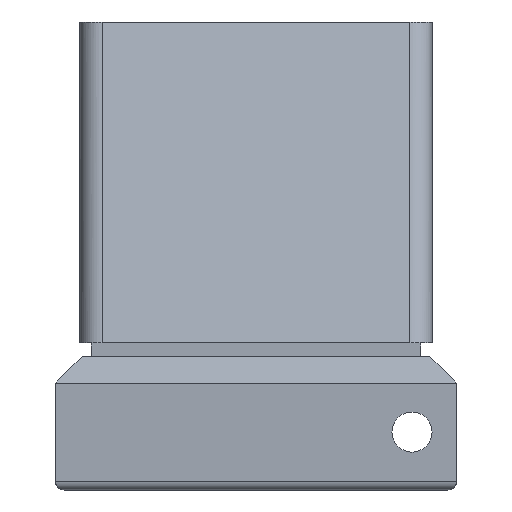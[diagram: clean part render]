
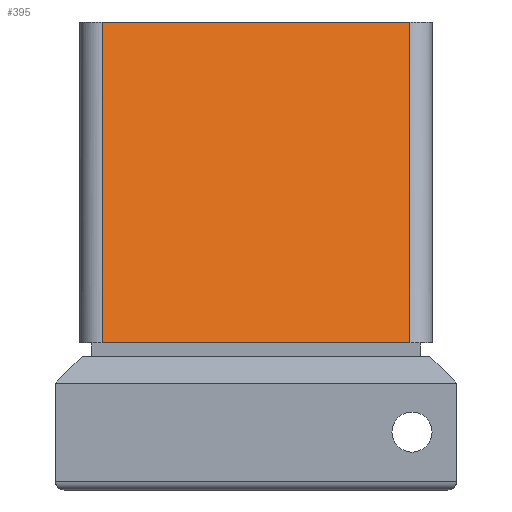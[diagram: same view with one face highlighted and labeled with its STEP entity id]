
A CAD part, left-side view. The second image highlights one B-rep face of the part: STEP entity #395.
In plain terms, the highlighted planar face has unit normal (-0.967, 0, 0.254).
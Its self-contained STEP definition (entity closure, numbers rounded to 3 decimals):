
#55=CARTESIAN_POINT('Vertex',(-389.001,-345.,180.)) ;
#60=CARTESIAN_POINT('Line Origine',(-389.001,0.,180.)) ;
#64=CARTESIAN_POINT('Vertex',(-389.001,345.,180.)) ;
#249=CARTESIAN_POINT('Vertex',(-200.,345.,900.)) ;
#259=CARTESIAN_POINT('Line Origine',(-292.834,345.,546.347)) ;
#317=CARTESIAN_POINT('Vertex',(-200.,-345.,900.)) ;
#320=CARTESIAN_POINT('Line Origine',(-292.834,-345.,546.347)) ;
#379=CARTESIAN_POINT('Axis2P3D Location',(-389.001,0.,180.)) ;
#384=CARTESIAN_POINT('Line Origine',(-200.,0.,900.)) ;
#62=VECTOR('Line Direction',#61,1.) ;
#261=VECTOR('Line Direction',#260,1.) ;
#322=VECTOR('Line Direction',#321,1.) ;
#386=VECTOR('Line Direction',#385,1.) ;
#61=DIRECTION('Vector Direction',(0.,1.,0.)) ;
#260=DIRECTION('Vector Direction',(0.254,0.,0.967)) ;
#321=DIRECTION('Vector Direction',(0.254,0.,0.967)) ;
#380=DIRECTION('Axis2P3D Direction',(-0.967,0.,0.254)) ;
#381=DIRECTION('Axis2P3D XDirection',(0.254,0.,0.967)) ;
#385=DIRECTION('Vector Direction',(0.,1.,0.)) ;
#382=AXIS2_PLACEMENT_3D('Plane Axis2P3D',#379,#380,#381) ;
#63=LINE('Line',#60,#62) ;
#262=LINE('Line',#259,#261) ;
#323=LINE('Line',#320,#322) ;
#387=LINE('Line',#384,#386) ;
#383=PLANE('',#382) ;
#66=EDGE_CURVE('',#56,#65,#63,.T.) ;
#263=EDGE_CURVE('',#65,#250,#262,.T.) ;
#324=EDGE_CURVE('',#56,#318,#323,.T.) ;
#388=EDGE_CURVE('',#318,#250,#387,.T.) ;
#389=EDGE_LOOP('',(#390,#391,#392,#393)) ;
#390=ORIENTED_EDGE('',*,*,#388,.T.) ;
#391=ORIENTED_EDGE('',*,*,#263,.F.) ;
#392=ORIENTED_EDGE('',*,*,#66,.F.) ;
#393=ORIENTED_EDGE('',*,*,#324,.T.) ;
#56=VERTEX_POINT('',#55) ;
#65=VERTEX_POINT('',#64) ;
#250=VERTEX_POINT('',#249) ;
#318=VERTEX_POINT('',#317) ;
#395=ADVANCED_FACE('PartBody',(#394),#383,.T.) ;
#394=FACE_OUTER_BOUND('',#389,.T.) ;
